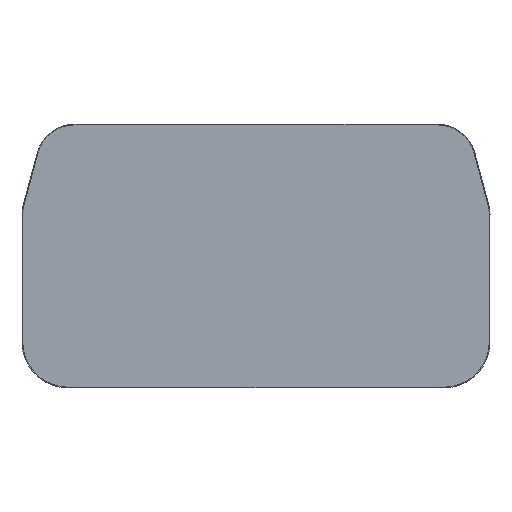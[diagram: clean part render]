
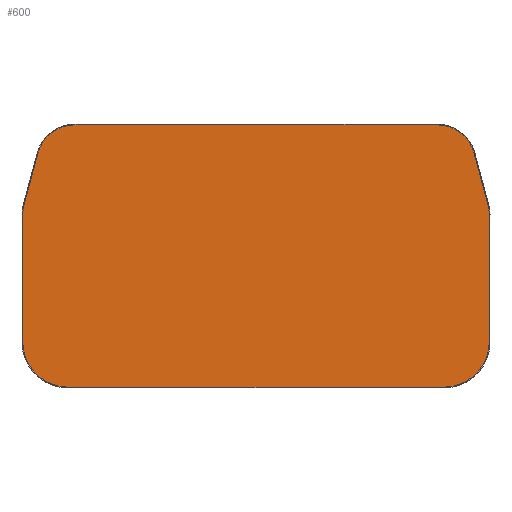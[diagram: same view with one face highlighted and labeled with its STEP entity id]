
A CAD part, top view. The second image highlights one B-rep face of the part: STEP entity #600.
In plain terms, the highlighted planar face has unit normal (0, 0, 1).
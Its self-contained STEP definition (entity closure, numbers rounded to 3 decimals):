
#6 = DIRECTION ( 'NONE',  ( 0., 0., 1. ) ) ;
#12 = VERTEX_POINT ( 'NONE', #867 ) ;
#41 = ORIENTED_EDGE ( 'NONE', *, *, #695, .T. ) ;
#48 = CARTESIAN_POINT ( 'NONE',  ( -34.132, 2.445, 2.733 ) ) ;
#60 = LINE ( 'NONE', #799, #788 ) ;
#61 = DIRECTION ( 'NONE',  ( 1., 0., 0. ) ) ;
#70 = EDGE_CURVE ( 'NONE', #669, #532, #414, .T. ) ;
#104 = CARTESIAN_POINT ( 'NONE',  ( 20.998, -14.236, 2.733 ) ) ;
#150 = CARTESIAN_POINT ( 'NONE',  ( -34.132, 2.445, 2.733 ) ) ;
#161 = CARTESIAN_POINT ( 'NONE',  ( 20.097, 9.174, 2.733 ) ) ;
#175 = ORIENTED_EDGE ( 'NONE', *, *, #360, .T. ) ;
#186 = ORIENTED_EDGE ( 'NONE', *, *, #323, .T. ) ;
#189 = LINE ( 'NONE', #1110, #913 ) ;
#196 = DIRECTION ( 'NONE',  ( 0., 0., 1. ) ) ;
#202 = CIRCLE ( 'NONE', #1105, 5.9 ) ;
#234 = LINE ( 'NONE', #150, #621 ) ;
#250 = CARTESIAN_POINT ( 'NONE',  ( 26.898, -14.236, 2.733 ) ) ;
#251 = DIRECTION ( 'NONE',  ( 1., 0., 0. ) ) ;
#254 = CARTESIAN_POINT ( 'NONE',  ( 26.728, 3.738, 2.733 ) ) ;
#270 = DIRECTION ( 'NONE',  ( 1., 0., 0. ) ) ;
#273 = CARTESIAN_POINT ( 'NONE',  ( 20.097, 14.174, 2.733 ) ) ;
#276 = ORIENTED_EDGE ( 'NONE', *, *, #583, .T. ) ;
#279 = VECTOR ( 'NONE', #417, 1000. ) ;
#318 = DIRECTION ( 'NONE',  ( -0.259, -0.966, 0. ) ) ;
#321 = CIRCLE ( 'NONE', #785, 5. ) ;
#323 = EDGE_CURVE ( 'NONE', #502, #1112, #202, .T. ) ;
#326 = CARTESIAN_POINT ( 'NONE',  ( -27.132, 14.174, 2.733 ) ) ;
#360 = EDGE_CURVE ( 'NONE', #574, #1056, #764, .T. ) ;
#367 = ORIENTED_EDGE ( 'NONE', *, *, #70, .T. ) ;
#375 = EDGE_CURVE ( 'NONE', #551, #12, #189, .T. ) ;
#376 = ORIENTED_EDGE ( 'NONE', *, *, #673, .T. ) ;
#412 = DIRECTION ( 'NONE',  ( 1., 0., 0. ) ) ;
#414 = LINE ( 'NONE', #944, #585 ) ;
#417 = DIRECTION ( 'NONE',  ( 1., 0., 0. ) ) ;
#431 = VERTEX_POINT ( 'NONE', #1188 ) ;
#434 = CARTESIAN_POINT ( 'NONE',  ( -27.331, 9.174, 2.733 ) ) ;
#445 = DIRECTION ( 'NONE',  ( 1., 0., 0. ) ) ;
#473 = CARTESIAN_POINT ( 'NONE',  ( -28.232, -14.236, 2.733 ) ) ;
#491 = DIRECTION ( 'NONE',  ( 0., 0., 1. ) ) ;
#502 = VERTEX_POINT ( 'NONE', #866 ) ;
#513 = EDGE_CURVE ( 'NONE', #946, #431, #321, .T. ) ;
#517 = LINE ( 'NONE', #526, #766 ) ;
#526 = CARTESIAN_POINT ( 'NONE',  ( 26.728, 3.738, 2.733 ) ) ;
#530 = CIRCLE ( 'NONE', #973, 5. ) ;
#531 = EDGE_CURVE ( 'NONE', #1056, #502, #672, .T. ) ;
#532 = VERTEX_POINT ( 'NONE', #861 ) ;
#542 = EDGE_CURVE ( 'NONE', #1092, #1014, #604, .T. ) ;
#548 = VECTOR ( 'NONE', #746, 1000. ) ;
#551 = VERTEX_POINT ( 'NONE', #326 ) ;
#574 = VERTEX_POINT ( 'NONE', #596 ) ;
#583 = EDGE_CURVE ( 'NONE', #12, #669, #1032, .T. ) ;
#585 = VECTOR ( 'NONE', #318, 1000. ) ;
#588 = ORIENTED_EDGE ( 'NONE', *, *, #1047, .T. ) ;
#594 = EDGE_CURVE ( 'NONE', #1014, #946, #517, .T. ) ;
#596 = CARTESIAN_POINT ( 'NONE',  ( -34.132, -14.236, 2.733 ) ) ;
#600 = ADVANCED_FACE ( 'NONE', ( #807 ), #890, .T. ) ;
#601 = CARTESIAN_POINT ( 'NONE',  ( -29.132, 2.445, 2.733 ) ) ;
#604 = CIRCLE ( 'NONE', #1151, 5. ) ;
#621 = VECTOR ( 'NONE', #967, 1000. ) ;
#633 = EDGE_LOOP ( 'NONE', ( #979, #186, #588, #930, #1120, #825, #1161, #749, #276, #367, #376, #41, #175 ) ) ;
#649 = DIRECTION ( 'NONE',  ( 1., 0., 0. ) ) ;
#669 = VERTEX_POINT ( 'NONE', #811 ) ;
#672 = LINE ( 'NONE', #678, #279 ) ;
#673 = EDGE_CURVE ( 'NONE', #532, #1095, #530, .T. ) ;
#678 = CARTESIAN_POINT ( 'NONE',  ( -28.232, -20.136, 2.733 ) ) ;
#695 = EDGE_CURVE ( 'NONE', #1095, #574, #234, .T. ) ;
#698 = DIRECTION ( 'NONE',  ( 0., 0., 1. ) ) ;
#744 = AXIS2_PLACEMENT_3D ( 'NONE', #161, #1176, #251 ) ;
#746 = DIRECTION ( 'NONE',  ( -1., 0., 0. ) ) ;
#749 = ORIENTED_EDGE ( 'NONE', *, *, #375, .T. ) ;
#764 = CIRCLE ( 'NONE', #876, 5.9 ) ;
#766 = VECTOR ( 'NONE', #894, 1000. ) ;
#784 = DIRECTION ( 'NONE',  ( 1., 0., 0. ) ) ;
#785 = AXIS2_PLACEMENT_3D ( 'NONE', #1123, #491, #412 ) ;
#788 = VECTOR ( 'NONE', #893, 1000. ) ;
#799 = CARTESIAN_POINT ( 'NONE',  ( 26.898, -14.236, 2.733 ) ) ;
#806 = CARTESIAN_POINT ( 'NONE',  ( -28.232, -20.136, 2.733 ) ) ;
#807 = FACE_OUTER_BOUND ( 'NONE', #633, .T. ) ;
#811 = CARTESIAN_POINT ( 'NONE',  ( -32.161, 10.467, 2.733 ) ) ;
#812 = EDGE_CURVE ( 'NONE', #431, #551, #827, .T. ) ;
#825 = ORIENTED_EDGE ( 'NONE', *, *, #513, .T. ) ;
#827 = LINE ( 'NONE', #273, #548 ) ;
#845 = CARTESIAN_POINT ( 'NONE',  ( 24.927, 10.469, 2.733 ) ) ;
#861 = CARTESIAN_POINT ( 'NONE',  ( -33.962, 3.74, 2.733 ) ) ;
#866 = CARTESIAN_POINT ( 'NONE',  ( 20.998, -20.136, 2.733 ) ) ;
#867 = CARTESIAN_POINT ( 'NONE',  ( -27.331, 14.174, 2.733 ) ) ;
#876 = AXIS2_PLACEMENT_3D ( 'NONE', #473, #196, #649 ) ;
#890 = PLANE ( 'NONE',  #744 ) ;
#893 = DIRECTION ( 'NONE',  ( 0., 1., 0. ) ) ;
#894 = DIRECTION ( 'NONE',  ( -0.259, 0.966, 0. ) ) ;
#913 = VECTOR ( 'NONE', #1016, 1000. ) ;
#930 = ORIENTED_EDGE ( 'NONE', *, *, #542, .T. ) ;
#938 = DIRECTION ( 'NONE',  ( 0., 0., 1. ) ) ;
#944 = CARTESIAN_POINT ( 'NONE',  ( -32.161, 10.467, 2.733 ) ) ;
#946 = VERTEX_POINT ( 'NONE', #845 ) ;
#967 = DIRECTION ( 'NONE',  ( 0., -1., 0. ) ) ;
#971 = CARTESIAN_POINT ( 'NONE',  ( 26.898, 2.445, 2.733 ) ) ;
#973 = AXIS2_PLACEMENT_3D ( 'NONE', #601, #990, #445 ) ;
#979 = ORIENTED_EDGE ( 'NONE', *, *, #531, .T. ) ;
#990 = DIRECTION ( 'NONE',  ( 0., 0., 1. ) ) ;
#1014 = VERTEX_POINT ( 'NONE', #254 ) ;
#1016 = DIRECTION ( 'NONE',  ( -1., 0., 0. ) ) ;
#1032 = CIRCLE ( 'NONE', #1052, 5. ) ;
#1047 = EDGE_CURVE ( 'NONE', #1112, #1092, #60, .T. ) ;
#1052 = AXIS2_PLACEMENT_3D ( 'NONE', #434, #698, #61 ) ;
#1054 = CARTESIAN_POINT ( 'NONE',  ( 21.898, 2.445, 2.733 ) ) ;
#1056 = VERTEX_POINT ( 'NONE', #806 ) ;
#1092 = VERTEX_POINT ( 'NONE', #971 ) ;
#1095 = VERTEX_POINT ( 'NONE', #48 ) ;
#1105 = AXIS2_PLACEMENT_3D ( 'NONE', #104, #6, #270 ) ;
#1110 = CARTESIAN_POINT ( 'NONE',  ( -27.132, 14.174, 2.733 ) ) ;
#1112 = VERTEX_POINT ( 'NONE', #250 ) ;
#1120 = ORIENTED_EDGE ( 'NONE', *, *, #594, .T. ) ;
#1123 = CARTESIAN_POINT ( 'NONE',  ( 20.097, 9.174, 2.733 ) ) ;
#1151 = AXIS2_PLACEMENT_3D ( 'NONE', #1054, #938, #784 ) ;
#1161 = ORIENTED_EDGE ( 'NONE', *, *, #812, .T. ) ;
#1176 = DIRECTION ( 'NONE',  ( 0., 0., 1. ) ) ;
#1188 = CARTESIAN_POINT ( 'NONE',  ( 20.097, 14.174, 2.733 ) ) ;
